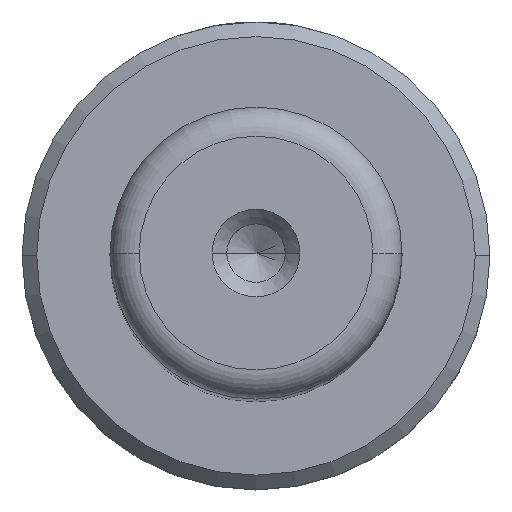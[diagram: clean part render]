
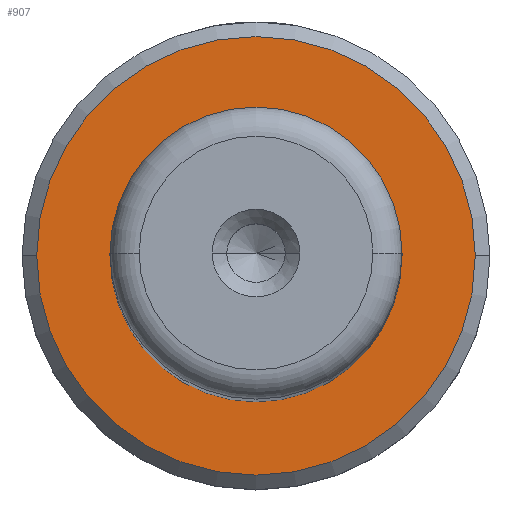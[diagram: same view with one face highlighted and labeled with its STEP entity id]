
A CAD part, top view. The second image highlights one B-rep face of the part: STEP entity #907.
In plain terms, the highlighted planar face has unit normal (0, 0, 1).
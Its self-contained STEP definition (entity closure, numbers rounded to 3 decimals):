
#3 = EDGE_LOOP ( 'NONE', ( #1473, #1036 ) ) ;
#72 = EDGE_CURVE ( 'NONE', #1731, #847, #1746, .T. ) ;
#150 = FACE_BOUND ( 'NONE', #1614, .T. ) ;
#241 = DIRECTION ( 'NONE',  ( 0., 0., 1. ) ) ;
#352 = CARTESIAN_POINT ( 'NONE',  ( 0., 0., 13. ) ) ;
#376 = CARTESIAN_POINT ( 'NONE',  ( -7.5, 0., 13. ) ) ;
#416 = CARTESIAN_POINT ( 'NONE',  ( 4.495, 0., 13. ) ) ;
#487 = CARTESIAN_POINT ( 'NONE',  ( 0., 0., 13. ) ) ;
#518 = DIRECTION ( 'NONE',  ( 1., 0., 0. ) ) ;
#531 = FACE_OUTER_BOUND ( 'NONE', #3, .T. ) ;
#607 = CIRCLE ( 'NONE', #1743, 7.5 ) ;
#609 = ORIENTED_EDGE ( 'NONE', *, *, #1704, .T. ) ;
#654 = DIRECTION ( 'NONE',  ( 1., 0., 0. ) ) ;
#679 = DIRECTION ( 'NONE',  ( 0., 0., -1. ) ) ;
#692 = CARTESIAN_POINT ( 'NONE',  ( -4.495, 0., 13. ) ) ;
#697 = AXIS2_PLACEMENT_3D ( 'NONE', #1696, #728, #1861 ) ;
#728 = DIRECTION ( 'NONE',  ( 0., 0., -1. ) ) ;
#847 = VERTEX_POINT ( 'NONE', #376 ) ;
#849 = ORIENTED_EDGE ( 'NONE', *, *, #1142, .T. ) ;
#907 = ADVANCED_FACE ( 'NONE', ( #531, #150 ), #1141, .T. ) ;
#1017 = AXIS2_PLACEMENT_3D ( 'NONE', #1209, #241, #1371 ) ;
#1036 = ORIENTED_EDGE ( 'NONE', *, *, #72, .T. ) ;
#1141 = PLANE ( 'NONE',  #1569 ) ;
#1142 = EDGE_CURVE ( 'NONE', #1890, #1786, #1464, .T. ) ;
#1162 = EDGE_CURVE ( 'NONE', #847, #1731, #607, .T. ) ;
#1209 = CARTESIAN_POINT ( 'NONE',  ( 0., 0., 13. ) ) ;
#1371 = DIRECTION ( 'NONE',  ( 1., 0., 0. ) ) ;
#1464 = CIRCLE ( 'NONE', #1537, 4.495 ) ;
#1473 = ORIENTED_EDGE ( 'NONE', *, *, #1162, .T. ) ;
#1486 = DIRECTION ( 'NONE',  ( 0., 0., 1. ) ) ;
#1537 = AXIS2_PLACEMENT_3D ( 'NONE', #1646, #679, #1803 ) ;
#1569 = AXIS2_PLACEMENT_3D ( 'NONE', #487, #1619, #654 ) ;
#1580 = CIRCLE ( 'NONE', #697, 4.495 ) ;
#1614 = EDGE_LOOP ( 'NONE', ( #609, #849 ) ) ;
#1619 = DIRECTION ( 'NONE',  ( 0., 0., 1. ) ) ;
#1646 = CARTESIAN_POINT ( 'NONE',  ( 0., 0., 13. ) ) ;
#1696 = CARTESIAN_POINT ( 'NONE',  ( 0., 0., 13. ) ) ;
#1704 = EDGE_CURVE ( 'NONE', #1786, #1890, #1580, .T. ) ;
#1731 = VERTEX_POINT ( 'NONE', #2014 ) ;
#1743 = AXIS2_PLACEMENT_3D ( 'NONE', #352, #1486, #518 ) ;
#1746 = CIRCLE ( 'NONE', #1017, 7.5 ) ;
#1786 = VERTEX_POINT ( 'NONE', #416 ) ;
#1803 = DIRECTION ( 'NONE',  ( -1., 0., 0. ) ) ;
#1861 = DIRECTION ( 'NONE',  ( -1., 0., 0. ) ) ;
#1890 = VERTEX_POINT ( 'NONE', #692 ) ;
#2014 = CARTESIAN_POINT ( 'NONE',  ( 7.5, 0., 13. ) ) ;
